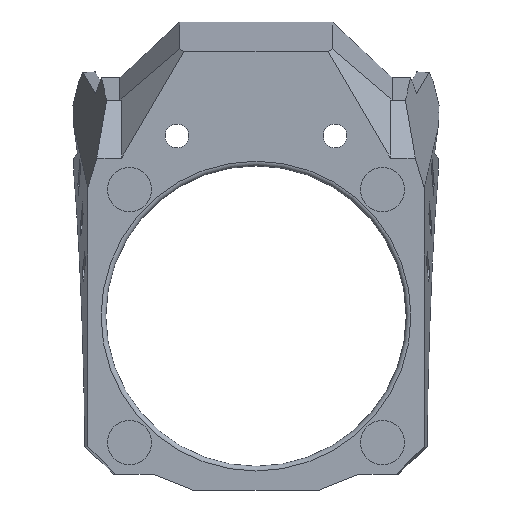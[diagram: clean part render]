
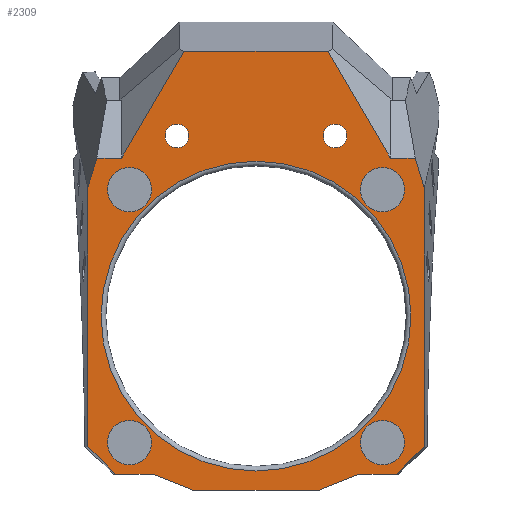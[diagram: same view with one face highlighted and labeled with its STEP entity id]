
A CAD part, front view. The second image highlights one B-rep face of the part: STEP entity #2309.
In plain terms, the highlighted planar face has unit normal (0, -1, 0).
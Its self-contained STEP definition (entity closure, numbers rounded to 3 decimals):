
#79=FACE_BOUND('',#294,.T.);
#80=FACE_BOUND('',#295,.T.);
#81=FACE_BOUND('',#296,.T.);
#82=FACE_BOUND('',#297,.T.);
#83=FACE_BOUND('',#298,.T.);
#84=FACE_BOUND('',#299,.T.);
#85=FACE_BOUND('',#300,.T.);
#105=CIRCLE('',#2452,1.5);
#106=CIRCLE('',#2454,1.5);
#107=CIRCLE('',#2456,2.8);
#108=CIRCLE('',#2457,2.8);
#109=CIRCLE('',#2458,2.8);
#110=CIRCLE('',#2459,2.8);
#111=CIRCLE('',#2460,19.6);
#163=FACE_OUTER_BOUND('',#293,.T.);
#293=EDGE_LOOP('',(#1589,#1590,#1591,#1592,#1593,#1594,#1595,#1596,#1597,
#1598,#1599,#1600,#1601,#1602,#1603,#1604));
#294=EDGE_LOOP('',(#1605));
#295=EDGE_LOOP('',(#1606));
#296=EDGE_LOOP('',(#1607));
#297=EDGE_LOOP('',(#1608));
#298=EDGE_LOOP('',(#1609));
#299=EDGE_LOOP('',(#1610));
#300=EDGE_LOOP('',(#1611));
#467=LINE('',#3356,#732);
#468=LINE('',#3358,#733);
#469=LINE('',#3360,#734);
#470=LINE('',#3362,#735);
#471=LINE('',#3364,#736);
#472=LINE('',#3366,#737);
#473=LINE('',#3368,#738);
#474=LINE('',#3370,#739);
#475=LINE('',#3372,#740);
#476=LINE('',#3374,#741);
#477=LINE('',#3376,#742);
#478=LINE('',#3378,#743);
#479=LINE('',#3380,#744);
#480=LINE('',#3382,#745);
#481=LINE('',#3384,#746);
#482=LINE('',#3385,#747);
#732=VECTOR('',#2705,1000.);
#733=VECTOR('',#2706,1000.);
#734=VECTOR('',#2707,1000.);
#735=VECTOR('',#2708,1000.);
#736=VECTOR('',#2709,1000.);
#737=VECTOR('',#2710,1000.);
#738=VECTOR('',#2711,1000.);
#739=VECTOR('',#2712,1000.);
#740=VECTOR('',#2713,1000.);
#741=VECTOR('',#2714,1000.);
#742=VECTOR('',#2715,1000.);
#743=VECTOR('',#2716,1000.);
#744=VECTOR('',#2717,1000.);
#745=VECTOR('',#2718,1000.);
#746=VECTOR('',#2719,1000.);
#747=VECTOR('',#2720,1000.);
#985=VERTEX_POINT('',#3346);
#986=VERTEX_POINT('',#3350);
#987=VERTEX_POINT('',#3354);
#988=VERTEX_POINT('',#3355);
#989=VERTEX_POINT('',#3357);
#990=VERTEX_POINT('',#3359);
#991=VERTEX_POINT('',#3361);
#992=VERTEX_POINT('',#3363);
#993=VERTEX_POINT('',#3365);
#994=VERTEX_POINT('',#3367);
#995=VERTEX_POINT('',#3369);
#996=VERTEX_POINT('',#3371);
#997=VERTEX_POINT('',#3373);
#998=VERTEX_POINT('',#3375);
#999=VERTEX_POINT('',#3377);
#1000=VERTEX_POINT('',#3379);
#1001=VERTEX_POINT('',#3381);
#1002=VERTEX_POINT('',#3383);
#1003=VERTEX_POINT('',#3386);
#1004=VERTEX_POINT('',#3388);
#1005=VERTEX_POINT('',#3390);
#1006=VERTEX_POINT('',#3392);
#1007=VERTEX_POINT('',#3394);
#1218=EDGE_CURVE('',#985,#985,#105,.T.);
#1220=EDGE_CURVE('',#986,#986,#106,.T.);
#1222=EDGE_CURVE('',#987,#988,#467,.T.);
#1223=EDGE_CURVE('',#988,#989,#468,.T.);
#1224=EDGE_CURVE('',#989,#990,#469,.T.);
#1225=EDGE_CURVE('',#991,#990,#470,.T.);
#1226=EDGE_CURVE('',#992,#991,#471,.T.);
#1227=EDGE_CURVE('',#992,#993,#472,.T.);
#1228=EDGE_CURVE('',#994,#993,#473,.T.);
#1229=EDGE_CURVE('',#994,#995,#474,.T.);
#1230=EDGE_CURVE('',#995,#996,#475,.T.);
#1231=EDGE_CURVE('',#996,#997,#476,.T.);
#1232=EDGE_CURVE('',#997,#998,#477,.T.);
#1233=EDGE_CURVE('',#999,#998,#478,.T.);
#1234=EDGE_CURVE('',#1000,#999,#479,.T.);
#1235=EDGE_CURVE('',#1001,#1000,#480,.T.);
#1236=EDGE_CURVE('',#1001,#1002,#481,.T.);
#1237=EDGE_CURVE('',#987,#1002,#482,.T.);
#1238=EDGE_CURVE('',#1003,#1003,#107,.T.);
#1239=EDGE_CURVE('',#1004,#1004,#108,.T.);
#1240=EDGE_CURVE('',#1005,#1005,#109,.T.);
#1241=EDGE_CURVE('',#1006,#1006,#110,.T.);
#1242=EDGE_CURVE('',#1007,#1007,#111,.F.);
#1589=ORIENTED_EDGE('',*,*,#1222,.T.);
#1590=ORIENTED_EDGE('',*,*,#1223,.T.);
#1591=ORIENTED_EDGE('',*,*,#1224,.T.);
#1592=ORIENTED_EDGE('',*,*,#1225,.F.);
#1593=ORIENTED_EDGE('',*,*,#1226,.F.);
#1594=ORIENTED_EDGE('',*,*,#1227,.T.);
#1595=ORIENTED_EDGE('',*,*,#1228,.F.);
#1596=ORIENTED_EDGE('',*,*,#1229,.T.);
#1597=ORIENTED_EDGE('',*,*,#1230,.T.);
#1598=ORIENTED_EDGE('',*,*,#1231,.T.);
#1599=ORIENTED_EDGE('',*,*,#1232,.T.);
#1600=ORIENTED_EDGE('',*,*,#1233,.F.);
#1601=ORIENTED_EDGE('',*,*,#1234,.F.);
#1602=ORIENTED_EDGE('',*,*,#1235,.F.);
#1603=ORIENTED_EDGE('',*,*,#1236,.T.);
#1604=ORIENTED_EDGE('',*,*,#1237,.F.);
#1605=ORIENTED_EDGE('',*,*,#1238,.F.);
#1606=ORIENTED_EDGE('',*,*,#1239,.F.);
#1607=ORIENTED_EDGE('',*,*,#1240,.F.);
#1608=ORIENTED_EDGE('',*,*,#1241,.F.);
#1609=ORIENTED_EDGE('',*,*,#1218,.T.);
#1610=ORIENTED_EDGE('',*,*,#1220,.T.);
#1611=ORIENTED_EDGE('',*,*,#1242,.T.);
#2211=PLANE('',#2455);
#2309=ADVANCED_FACE('',(#163,#79,#80,#81,#82,#83,#84,#85),#2211,.T.);
#2452=AXIS2_PLACEMENT_3D('',#3347,#2695,#2696);
#2454=AXIS2_PLACEMENT_3D('',#3351,#2700,#2701);
#2455=AXIS2_PLACEMENT_3D('',#3353,#2703,#2704);
#2456=AXIS2_PLACEMENT_3D('',#3387,#2721,#2722);
#2457=AXIS2_PLACEMENT_3D('',#3389,#2723,#2724);
#2458=AXIS2_PLACEMENT_3D('',#3391,#2725,#2726);
#2459=AXIS2_PLACEMENT_3D('',#3393,#2727,#2728);
#2460=AXIS2_PLACEMENT_3D('',#3395,#2729,#2730);
#2695=DIRECTION('center_axis',(0.,1.,0.));
#2696=DIRECTION('ref_axis',(1.,0.,0.));
#2700=DIRECTION('center_axis',(0.,1.,0.));
#2701=DIRECTION('ref_axis',(1.,0.,0.));
#2703=DIRECTION('center_axis',(0.,-1.,0.));
#2704=DIRECTION('ref_axis',(1.,0.,0.));
#2705=DIRECTION('',(-0.285,0.,0.959));
#2706=DIRECTION('',(-1.,0.,0.));
#2707=DIRECTION('',(-0.504,0.,0.864));
#2708=DIRECTION('',(1.,0.,0.));
#2709=DIRECTION('',(0.504,0.,0.864));
#2710=DIRECTION('',(-1.,0.,0.));
#2711=DIRECTION('',(0.285,0.,0.959));
#2712=DIRECTION('',(0.,0.,-1.));
#2713=DIRECTION('',(0.708,0.,-0.706));
#2714=DIRECTION('',(1.,0.,0.));
#2715=DIRECTION('',(0.928,0.,-0.371));
#2716=DIRECTION('',(-1.,0.,0.));
#2717=DIRECTION('',(-0.928,0.,-0.371));
#2718=DIRECTION('',(-1.,0.,0.));
#2719=DIRECTION('',(0.708,0.,0.706));
#2720=DIRECTION('',(0.,0.,-1.));
#2721=DIRECTION('center_axis',(0.,-1.,0.));
#2722=DIRECTION('ref_axis',(0.,0.,-1.));
#2723=DIRECTION('center_axis',(0.,-1.,0.));
#2724=DIRECTION('ref_axis',(0.,0.,-1.));
#2725=DIRECTION('center_axis',(0.,-1.,0.));
#2726=DIRECTION('ref_axis',(0.,0.,-1.));
#2727=DIRECTION('center_axis',(0.,-1.,0.));
#2728=DIRECTION('ref_axis',(0.,0.,-1.));
#2729=DIRECTION('center_axis',(0.,-1.,0.));
#2730=DIRECTION('ref_axis',(0.,0.,-1.));
#3346=CARTESIAN_POINT('',(8.5,0.,22.797));
#3347=CARTESIAN_POINT('Origin',(10.,0.,22.797));
#3350=CARTESIAN_POINT('',(-11.5,0.,22.797));
#3351=CARTESIAN_POINT('Origin',(-10.,0.,22.797));
#3353=CARTESIAN_POINT('Origin',(1.825,0.,38.496));
#3354=CARTESIAN_POINT('',(21.277,0.,16.232));
#3355=CARTESIAN_POINT('',(20.156,0.,20.));
#3356=CARTESIAN_POINT('',(13.615,0.,42.002));
#3357=CARTESIAN_POINT('',(17.,0.,20.));
#3358=CARTESIAN_POINT('',(1.825,0.,20.));
#3359=CARTESIAN_POINT('',(9.112,0.,33.527));
#3360=CARTESIAN_POINT('',(6.689,0.,37.683));
#3361=CARTESIAN_POINT('',(-9.112,0.,33.527));
#3362=CARTESIAN_POINT('',(1.825,0.,33.527));
#3363=CARTESIAN_POINT('',(-17.,0.,20.));
#3364=CARTESIAN_POINT('',(-4.174,0.,41.995));
#3365=CARTESIAN_POINT('',(-20.156,0.,20.));
#3366=CARTESIAN_POINT('',(1.825,0.,20.));
#3367=CARTESIAN_POINT('',(-21.277,0.,16.232));
#3368=CARTESIAN_POINT('',(-15.977,0.,34.058));
#3369=CARTESIAN_POINT('',(-21.277,0.,-16.5));
#3370=CARTESIAN_POINT('',(-21.277,0.,38.496));
#3371=CARTESIAN_POINT('',(-17.766,0.,-20.));
#3372=CARTESIAN_POINT('',(-37.191,0.,-0.632));
#3373=CARTESIAN_POINT('',(-13.,0.,-20.));
#3374=CARTESIAN_POINT('',(1.825,0.,-20.));
#3375=CARTESIAN_POINT('',(-8.,0.,-22.));
#3376=CARTESIAN_POINT('',(-10.5,0.,-21.));
#3377=CARTESIAN_POINT('',(8.,0.,-22.));
#3378=CARTESIAN_POINT('',(5.825,0.,-22.));
#3379=CARTESIAN_POINT('',(13.,0.,-20.));
#3380=CARTESIAN_POINT('',(23.538,0.,-15.785));
#3381=CARTESIAN_POINT('',(17.766,0.,-20.));
#3382=CARTESIAN_POINT('',(1.825,0.,-20.));
#3383=CARTESIAN_POINT('',(21.277,0.,-16.5));
#3384=CARTESIAN_POINT('',(39.021,0.,1.193));
#3385=CARTESIAN_POINT('',(21.277,0.,109.4));
#3386=CARTESIAN_POINT('',(16.,0.,18.8));
#3387=CARTESIAN_POINT('Origin',(16.,0.,16.));
#3388=CARTESIAN_POINT('',(-16.,0.,18.8));
#3389=CARTESIAN_POINT('Origin',(-16.,0.,16.));
#3390=CARTESIAN_POINT('',(16.,0.,-13.2));
#3391=CARTESIAN_POINT('Origin',(16.,0.,-16.));
#3392=CARTESIAN_POINT('',(-16.,0.,-13.2));
#3393=CARTESIAN_POINT('Origin',(-16.,0.,-16.));
#3394=CARTESIAN_POINT('',(0.,0.,19.6));
#3395=CARTESIAN_POINT('Origin',(0.,0.,0.));
